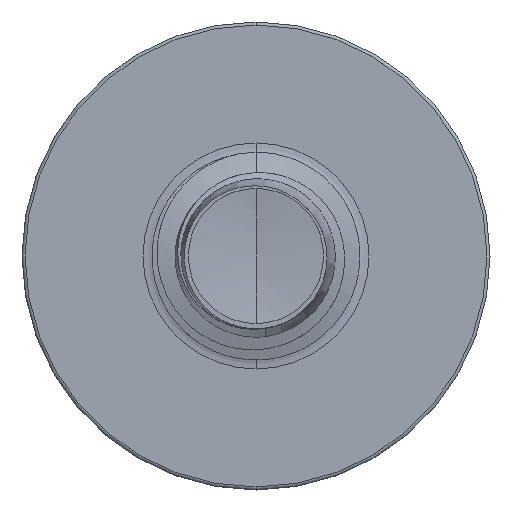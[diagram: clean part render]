
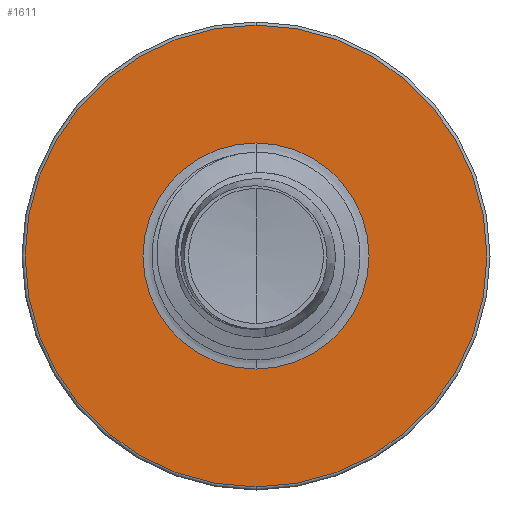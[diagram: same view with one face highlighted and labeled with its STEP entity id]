
A CAD part, front view. The second image highlights one B-rep face of the part: STEP entity #1611.
In plain terms, the highlighted planar face has unit normal (0, -1, 0).
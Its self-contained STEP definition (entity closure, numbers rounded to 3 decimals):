
#130 = FACE_OUTER_BOUND ( 'NONE', #7370, .T. ) ;
#293 = EDGE_CURVE ( 'NONE', #1759, #3414, #2969, .T. ) ;
#982 = CIRCLE ( 'NONE', #7638, 2.174 ) ;
#1159 = CIRCLE ( 'NONE', #5895, 2.174 ) ;
#1611 = ADVANCED_FACE ( 'NONE', ( #130, #8905 ), #9752, .F. ) ;
#1759 = VERTEX_POINT ( 'NONE', #9660 ) ;
#2137 = CARTESIAN_POINT ( 'NONE',  ( 0., 3., -4.44 ) ) ;
#2327 = EDGE_CURVE ( 'NONE', #3414, #1759, #8127, .T. ) ;
#2402 = DIRECTION ( 'NONE',  ( 0., 0., 1. ) ) ;
#2403 = DIRECTION ( 'NONE',  ( 0., 1., 0. ) ) ;
#2422 = CARTESIAN_POINT ( 'NONE',  ( 0., 3., 0. ) ) ;
#2588 = ORIENTED_EDGE ( 'NONE', *, *, #293, .F. ) ;
#2969 = CIRCLE ( 'NONE', #5529, 4.44 ) ;
#3414 = VERTEX_POINT ( 'NONE', #2137 ) ;
#3725 = CARTESIAN_POINT ( 'NONE',  ( 0., 3., 2.174 ) ) ;
#4467 = DIRECTION ( 'NONE',  ( 0., 0., 1. ) ) ;
#4532 = ORIENTED_EDGE ( 'NONE', *, *, #9203, .T. ) ;
#5466 = DIRECTION ( 'NONE',  ( 0., 0., 1. ) ) ;
#5469 = DIRECTION ( 'NONE',  ( 0., 1., 0. ) ) ;
#5515 = CARTESIAN_POINT ( 'NONE',  ( 0., 3., 0. ) ) ;
#5529 = AXIS2_PLACEMENT_3D ( 'NONE', #7966, #7582, #4467 ) ;
#5895 = AXIS2_PLACEMENT_3D ( 'NONE', #8075, #8064, #8057 ) ;
#6021 = EDGE_CURVE ( 'NONE', #6500, #7732, #1159, .T. ) ;
#6500 = VERTEX_POINT ( 'NONE', #7313 ) ;
#7043 = ORIENTED_EDGE ( 'NONE', *, *, #6021, .T. ) ;
#7095 = AXIS2_PLACEMENT_3D ( 'NONE', #9735, #9726, #9716 ) ;
#7313 = CARTESIAN_POINT ( 'NONE',  ( 0., 3., -2.174 ) ) ;
#7370 = EDGE_LOOP ( 'NONE', ( #2588, #7947 ) ) ;
#7582 = DIRECTION ( 'NONE',  ( 0., 1., 0. ) ) ;
#7638 = AXIS2_PLACEMENT_3D ( 'NONE', #2422, #2403, #2402 ) ;
#7732 = VERTEX_POINT ( 'NONE', #3725 ) ;
#7947 = ORIENTED_EDGE ( 'NONE', *, *, #2327, .F. ) ;
#7966 = CARTESIAN_POINT ( 'NONE',  ( 0., 3., 0. ) ) ;
#8057 = DIRECTION ( 'NONE',  ( 0., 0., 1. ) ) ;
#8064 = DIRECTION ( 'NONE',  ( 0., 1., 0. ) ) ;
#8075 = CARTESIAN_POINT ( 'NONE',  ( 0., 3., 0. ) ) ;
#8127 = CIRCLE ( 'NONE', #8379, 4.44 ) ;
#8255 = EDGE_LOOP ( 'NONE', ( #4532, #7043 ) ) ;
#8379 = AXIS2_PLACEMENT_3D ( 'NONE', #5515, #5469, #5466 ) ;
#8905 = FACE_BOUND ( 'NONE', #8255, .T. ) ;
#9203 = EDGE_CURVE ( 'NONE', #7732, #6500, #982, .T. ) ;
#9660 = CARTESIAN_POINT ( 'NONE',  ( 0., 3., 4.44 ) ) ;
#9716 = DIRECTION ( 'NONE',  ( 0., 0., 1. ) ) ;
#9726 = DIRECTION ( 'NONE',  ( 0., 1., 0. ) ) ;
#9735 = CARTESIAN_POINT ( 'NONE',  ( 0., 3., -2.174 ) ) ;
#9752 = PLANE ( 'NONE',  #7095 ) ;
